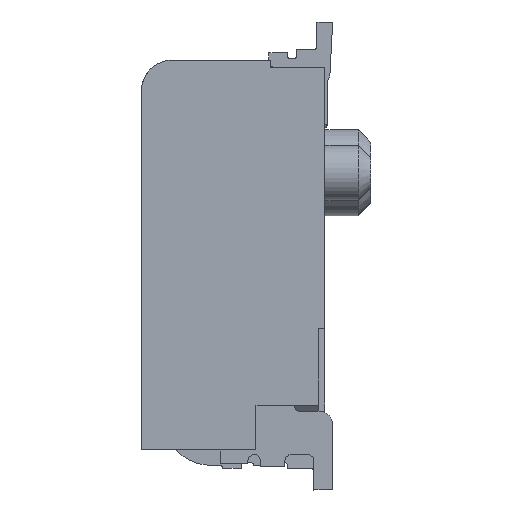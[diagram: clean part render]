
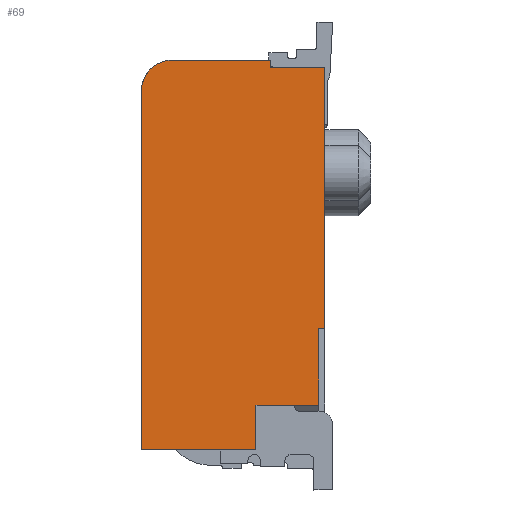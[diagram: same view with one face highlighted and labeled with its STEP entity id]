
A CAD part, left-side view. The second image highlights one B-rep face of the part: STEP entity #69.
In plain terms, the highlighted planar face has unit normal (-1, 0, 0).
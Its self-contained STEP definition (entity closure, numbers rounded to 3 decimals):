
#69=ADVANCED_FACE('NONE',(#2535),#2536,.F.);
#2535=FACE_OUTER_BOUND('',#7417,.T.);
#2536=PLANE('',#7418);
#7417=EDGE_LOOP('',(#13040,#13041,#13042,#13043,#13044,#13045,#13046,#13047,#13048,#13049,#13050));
#7418=AXIS2_PLACEMENT_3D('',#13051,#13052,#13053);
#13040=ORIENTED_EDGE('',*,*,#34919,.F.);
#13041=ORIENTED_EDGE('',*,*,#34910,.T.);
#13042=ORIENTED_EDGE('',*,*,#34920,.T.);
#13043=ORIENTED_EDGE('',*,*,#34921,.T.);
#13044=ORIENTED_EDGE('',*,*,#34901,.T.);
#13045=ORIENTED_EDGE('',*,*,#34922,.T.);
#13046=ORIENTED_EDGE('',*,*,#34923,.T.);
#13047=ORIENTED_EDGE('',*,*,#34924,.F.);
#13048=ORIENTED_EDGE('',*,*,#34925,.T.);
#13049=ORIENTED_EDGE('',*,*,#34926,.F.);
#13050=ORIENTED_EDGE('',*,*,#34927,.F.);
#13051=CARTESIAN_POINT('',(-10.95,2.98,-2.95));
#13052=DIRECTION('',(1.0,0.,0.));
#13053=DIRECTION('',(0.0,0.,1.0));
#34901=EDGE_CURVE('NONE',#42855,#42853,#42856,.T.);
#34910=EDGE_CURVE('NONE',#42869,#42870,#42871,.T.);
#34919=EDGE_CURVE('NONE',#42869,#42886,#42887,.T.);
#34920=EDGE_CURVE('NONE',#42870,#42888,#42889,.T.);
#34921=EDGE_CURVE('NONE',#42888,#42855,#42890,.T.);
#34922=EDGE_CURVE('NONE',#42853,#42891,#42892,.T.);
#34923=EDGE_CURVE('NONE',#42891,#42893,#42894,.T.);
#34924=EDGE_CURVE('NONE',#42895,#42893,#42896,.T.);
#34925=EDGE_CURVE('NONE',#42895,#42897,#42898,.T.);
#34926=EDGE_CURVE('NONE',#42899,#42897,#42900,.T.);
#34927=EDGE_CURVE('NONE',#42886,#42899,#42901,.T.);
#42853=VERTEX_POINT('NONE',#55720);
#42855=VERTEX_POINT('NONE',#55723);
#42856=LINE('',#55724,#55725);
#42869=VERTEX_POINT('NONE',#55744);
#42870=VERTEX_POINT('NONE',#55745);
#42871=LINE('',#55746,#55747);
#42886=VERTEX_POINT('NONE',#55770);
#42887=LINE('',#55771,#55772);
#42888=VERTEX_POINT('NONE',#55773);
#42889=LINE('',#55774,#55775);
#42890=LINE('',#55776,#55777);
#42891=VERTEX_POINT('NONE',#55778);
#42892=LINE('',#55779,#55780);
#42893=VERTEX_POINT('NONE',#55781);
#42894=LINE('',#55782,#55783);
#42895=VERTEX_POINT('NONE',#55784);
#42896=LINE('',#55785,#55786);
#42897=VERTEX_POINT('NONE',#55787);
#42898=CIRCLE('',#55788,0.5);
#42899=VERTEX_POINT('NONE',#55789);
#42900=LINE('',#55790,#55791);
#42901=LINE('',#55792,#55793);
#55720=CARTESIAN_POINT('',(-10.95,0.0,3.265));
#55723=CARTESIAN_POINT('',(-10.95,0.,-0.975));
#55724=CARTESIAN_POINT('',(-10.95,0.0,-2.95));
#55725=VECTOR('',#74036,1000.0);
#55744=CARTESIAN_POINT('',(-10.95,1.12,-2.225));
#55745=CARTESIAN_POINT('',(-10.95,0.1,-2.225));
#55746=CARTESIAN_POINT('',(-10.95,2.98,-2.225));
#55747=VECTOR('',#74049,1000.0);
#55770=CARTESIAN_POINT('',(-10.95,1.12,-2.95));
#55771=CARTESIAN_POINT('',(-10.95,1.12,-0.264));
#55772=VECTOR('',#74058,1000.0);
#55773=CARTESIAN_POINT('',(-10.95,0.1,-0.975));
#55774=CARTESIAN_POINT('',(-10.95,0.1,-2.4));
#55775=VECTOR('',#74059,1000.0);
#55776=CARTESIAN_POINT('',(-10.95,0.1,-0.975));
#55777=VECTOR('',#74060,1000.0);
#55778=CARTESIAN_POINT('',(-10.95,0.88,3.265));
#55779=CARTESIAN_POINT('',(-10.95,0.88,3.265));
#55780=VECTOR('',#74061,1000.0);
#55781=CARTESIAN_POINT('',(-10.95,0.88,3.38));
#55782=CARTESIAN_POINT('',(-10.95,0.88,3.38));
#55783=VECTOR('',#74062,1000.0);
#55784=CARTESIAN_POINT('',(-10.95,2.48,3.38));
#55785=CARTESIAN_POINT('',(-10.95,2.98,3.38));
#55786=VECTOR('',#74063,1000.0);
#55787=CARTESIAN_POINT('',(-10.95,2.98,2.88));
#55788=AXIS2_PLACEMENT_3D('',#74064,#74065,#74066);
#55789=CARTESIAN_POINT('',(-10.95,2.98,-2.95));
#55790=CARTESIAN_POINT('',(-10.95,2.98,-2.95));
#55791=VECTOR('',#74067,1000.0);
#55792=CARTESIAN_POINT('',(-10.95,2.98,-2.95));
#55793=VECTOR('',#74068,1000.0);
#74036=DIRECTION('',(0.,0.0,1.0));
#74049=DIRECTION('',(-0.0,-1.0,0.));
#74058=DIRECTION('',(0.,0.0,-1.0));
#74059=DIRECTION('',(0.0,0.,1.0));
#74060=DIRECTION('',(0.0,-1.0,0.));
#74061=DIRECTION('',(-0.0,1.0,0.));
#74062=DIRECTION('',(-0.0,-0.0,1.0));
#74063=DIRECTION('',(-0.0,-1.0,-0.0));
#74064=CARTESIAN_POINT('',(-10.95,2.48,2.88));
#74065=DIRECTION('',(-1.0,0.0,-0.0));
#74066=DIRECTION('',(0.0,0.0,-1.0));
#74067=DIRECTION('',(0.,0.0,1.0));
#74068=DIRECTION('',(-0.0,1.0,-0.0));
